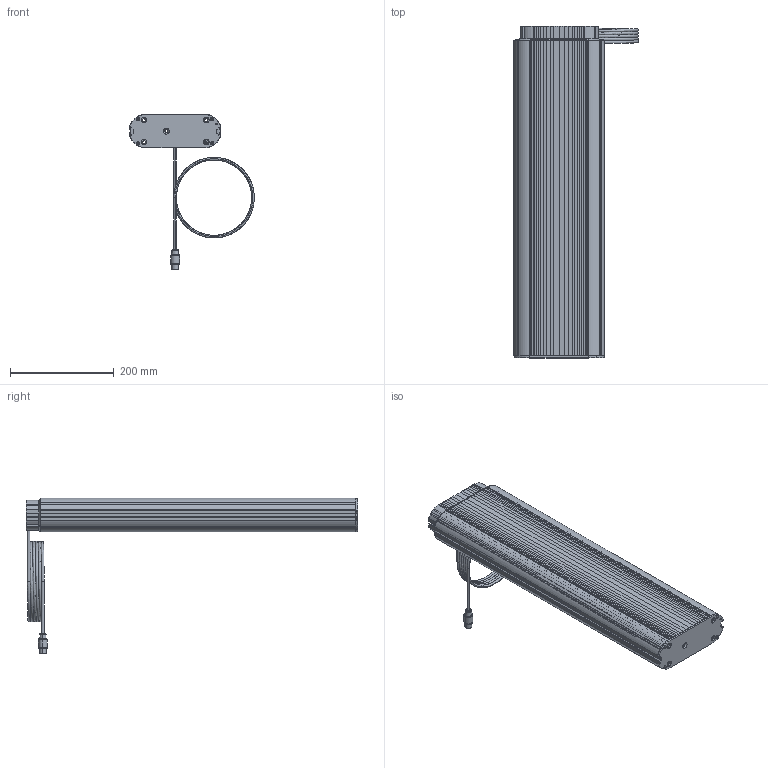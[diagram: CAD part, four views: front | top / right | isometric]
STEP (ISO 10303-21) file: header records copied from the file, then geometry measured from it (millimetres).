
FILE_DESCRIPTION (( 'STEP AP203' ), '1' );
FILE_NAME ('T175-2 eingefahren.STEP', '2009-06-09T14:38:57', ( 'PC' ), ( 'PC' ), 'SwSTEP 2.0', 'SolidWorks 2007', '' );
FILE_SCHEMA (( 'CONFIG_CONTROL_DESIGN' ));
Length unit declared in the file: millimetre
Products named in the file (10): Gleiter T175A_Standard; Kabel_Standard; T175-2 eingefahren; Außenprofil_Achsparallel; Brille Außenrohr_Standard; Socket Head Thin Cap Screw_DIN_DIN 7984 - M6 x 25 --- 22N; Hex Thin Nut Chamfered GradeAB_DIN_Hexagon Thin Nut ISO 4035 - M2 - N; Platte Außenprofil_Achsparallel; Platte Mittelprofil_Achsparallel<Wie bearbeitet>; Mittelprofil_Achsparallel 2-fach
Assembly tree (10 placements, depth 2):
  T175-2 eingefahren
    Mittelprofil_Achsparallel 2-fach
    Hex Thin Nut Chamfered GradeAB_DIN_Hexagon Thin Nut ISO 4035 - M2 - N
    Außenprofil_Achsparallel
    Platte Außenprofil_Achsparallel
    Kabel_Standard
    Platte Mittelprofil_Achsparallel<Wie bearbeitet>
    Gleiter T175A_Standard  x2
    Brille Außenrohr_Standard
    Socket Head Thin Cap Screw_DIN_DIN 7984 - M6 x 25 --- 22N
Bounding box: 240 x 640 x 299.7 mm (x, y, z)
Volume: 1397625.2 mm3; surface area: 1236062.6 mm2
Topology: 10 solids, 10 shells, 1501 faces, 3858 edges, 2397 vertices
Faces by surface type: cylinder 636, plane 335, cone 232, torus 178, bspline 112, sphere 8
Entity records: 44200 total; most frequent: CARTESIAN_POINT 12226, DIRECTION 6858, ORIENTED_EDGE 6462, EDGE_CURVE 3231, AXIS2_PLACEMENT_3D 2736, VERTEX_POINT 2040, CIRCLE 1583, VECTOR 1386
